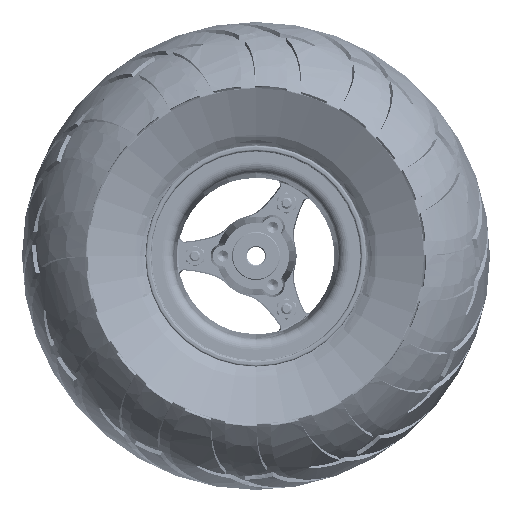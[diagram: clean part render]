
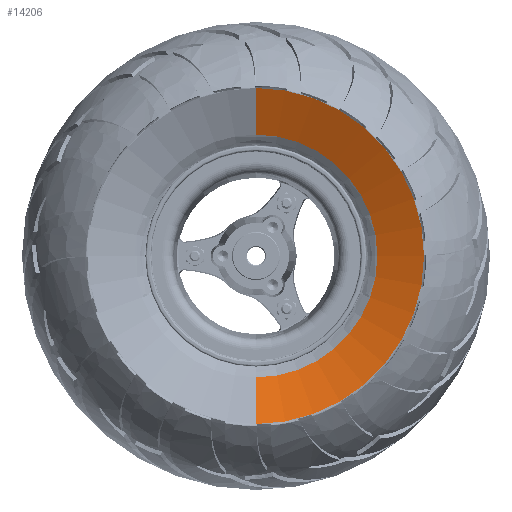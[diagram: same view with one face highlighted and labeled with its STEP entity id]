
A CAD part, left-side view. The second image highlights one B-rep face of the part: STEP entity #14206.
In plain terms, the highlighted conical face has half-angle 65.913 degrees and reference radius 91.144 mm.
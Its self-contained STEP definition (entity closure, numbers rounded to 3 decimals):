
#1330 = VERTEX_POINT ( 'NONE', #19305 ) ;
#2840 = EDGE_CURVE ( 'NONE', #34636, #1330, #15827, .T. ) ;
#2867 = DIRECTION ( 'NONE',  ( -0.408, 0., 0.913 ) ) ;
#7944 = ORIENTED_EDGE ( 'NONE', *, *, #14295, .F. ) ;
#8334 = CARTESIAN_POINT ( 'NONE',  ( -63.853, 0., 0. ) ) ;
#10603 = CARTESIAN_POINT ( 'NONE',  ( -63.853, 0., 0. ) ) ;
#11101 = CARTESIAN_POINT ( 'NONE',  ( -52.534, 0., 0. ) ) ;
#14206 = ADVANCED_FACE ( 'NONE', ( #25514 ), #46202, .F. ) ;
#14295 = EDGE_CURVE ( 'NONE', #63634, #1330, #15860, .T. ) ;
#15827 = LINE ( 'NONE', #55426, #63713 ) ;
#15860 = CIRCLE ( 'NONE', #68123, 91.144 ) ;
#19305 = CARTESIAN_POINT ( 'NONE',  ( -63.853, 0., -91.144 ) ) ;
#22062 = AXIS2_PLACEMENT_3D ( 'NONE', #11101, #46840, #63977 ) ;
#25514 = FACE_OUTER_BOUND ( 'NONE', #55610, .T. ) ;
#28667 = ORIENTED_EDGE ( 'NONE', *, *, #2840, .T. ) ;
#30789 = EDGE_CURVE ( 'NONE', #51106, #63634, #54625, .T. ) ;
#34636 = VERTEX_POINT ( 'NONE', #48001 ) ;
#46202 = CONICAL_SURFACE ( 'NONE', #58369, 91.144, 1.15 ) ;
#46840 = DIRECTION ( 'NONE',  ( -1., 0., 0. ) ) ;
#47943 = DIRECTION ( 'NONE',  ( -1., 0., 0. ) ) ;
#48001 = CARTESIAN_POINT ( 'NONE',  ( -52.534, 0., -65.825 ) ) ;
#48823 = ORIENTED_EDGE ( 'NONE', *, *, #49842, .F. ) ;
#49819 = DIRECTION ( 'NONE',  ( 0., 0., 1. ) ) ;
#49842 = EDGE_CURVE ( 'NONE', #34636, #51106, #53653, .T. ) ;
#51106 = VERTEX_POINT ( 'NONE', #74869 ) ;
#53653 = CIRCLE ( 'NONE', #22062, 65.825 ) ;
#54625 = LINE ( 'NONE', #61815, #75352 ) ;
#55426 = CARTESIAN_POINT ( 'NONE',  ( -63.853, 0., -91.144 ) ) ;
#55610 = EDGE_LOOP ( 'NONE', ( #48823, #28667, #7944, #73458 ) ) ;
#56536 = DIRECTION ( 'NONE',  ( -0.408, 0., -0.913 ) ) ;
#58369 = AXIS2_PLACEMENT_3D ( 'NONE', #8334, #47943, #71918 ) ;
#61815 = CARTESIAN_POINT ( 'NONE',  ( -63.853, 0., 91.144 ) ) ;
#63634 = VERTEX_POINT ( 'NONE', #64959 ) ;
#63713 = VECTOR ( 'NONE', #56536, 1000. ) ;
#63977 = DIRECTION ( 'NONE',  ( 0., 0., 1. ) ) ;
#64959 = CARTESIAN_POINT ( 'NONE',  ( -63.853, 0., 91.144 ) ) ;
#68086 = DIRECTION ( 'NONE',  ( 1., 0., 0. ) ) ;
#68123 = AXIS2_PLACEMENT_3D ( 'NONE', #10603, #68086, #49819 ) ;
#71918 = DIRECTION ( 'NONE',  ( 0., 0., 1. ) ) ;
#73458 = ORIENTED_EDGE ( 'NONE', *, *, #30789, .F. ) ;
#74869 = CARTESIAN_POINT ( 'NONE',  ( -52.534, 0., 65.825 ) ) ;
#75352 = VECTOR ( 'NONE', #2867, 1000. ) ;
